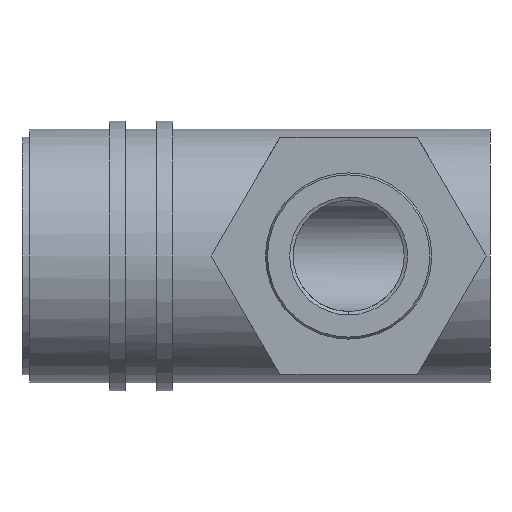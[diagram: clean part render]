
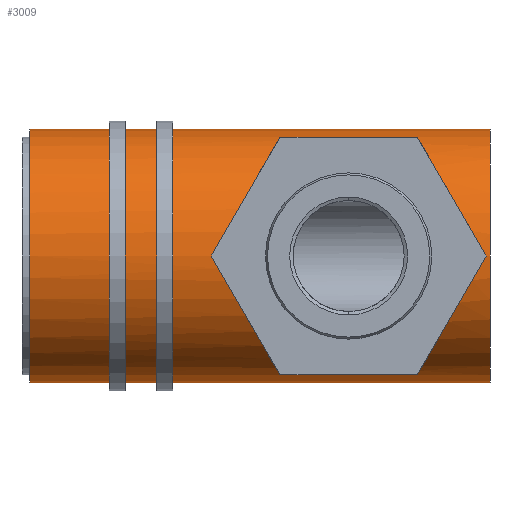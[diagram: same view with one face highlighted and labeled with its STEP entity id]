
A CAD part, front view. The second image highlights one B-rep face of the part: STEP entity #3009.
In plain terms, the highlighted cylindrical face has radius 16 mm (diameter 32 mm), a partial arc.
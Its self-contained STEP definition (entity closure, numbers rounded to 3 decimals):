
#11 = LINE ( 'NONE', #5438, #377 ) ;
#106 = CYLINDRICAL_SURFACE ( 'NONE', #1493, 16. ) ;
#119 = CARTESIAN_POINT ( 'NONE',  ( 49.84, -5.568, 15. ) ) ;
#157 = CARTESIAN_POINT ( 'NONE',  ( 0., -5.568, -15. ) ) ;
#346 = DIRECTION ( 'NONE',  ( -1., 0., 0. ) ) ;
#377 = VECTOR ( 'NONE', #3437, 1000. ) ;
#420 = CARTESIAN_POINT ( 'NONE',  ( 49.84, -5.568, 15. ) ) ;
#423 = EDGE_CURVE ( 'NONE', #1381, #3939, #5071, .T. ) ;
#761 = DIRECTION ( 'NONE',  ( -1., 0., 0. ) ) ;
#775 = EDGE_CURVE ( 'NONE', #1867, #4302, #4205, .T. ) ;
#1099 = LINE ( 'NONE', #6961, #1482 ) ;
#1381 = VERTEX_POINT ( 'NONE', #3779 ) ;
#1482 = VECTOR ( 'NONE', #6886, 1000. ) ;
#1493 = AXIS2_PLACEMENT_3D ( 'NONE', #2747, #3532, #5353 ) ;
#1536 = EDGE_CURVE ( 'NONE', #5703, #5514, #1099, .T. ) ;
#1746 = CARTESIAN_POINT ( 'NONE',  ( 54.507, -16., -6.916 ) ) ;
#1867 = VERTEX_POINT ( 'NONE', #420 ) ;
#1873 = CARTESIAN_POINT ( 'NONE',  ( 1., 0., 0. ) ) ;
#1941 = ORIENTED_EDGE ( 'NONE', *, *, #423, .T. ) ;
#2045 = CIRCLE ( 'NONE', #2187, 16. ) ;
#2067 = CARTESIAN_POINT ( 'NONE',  ( 23.859, -16., 0. ) ) ;
#2112 = CARTESIAN_POINT ( 'NONE',  ( 54.507, -16., 6.916 ) ) ;
#2187 = AXIS2_PLACEMENT_3D ( 'NONE', #1873, #5916, #2565 ) ;
#2489 = CARTESIAN_POINT ( 'NONE',  ( 58.5, -16., 0. ) ) ;
#2565 = DIRECTION ( 'NONE',  ( 0., 0., 1. ) ) ;
#2590 = CARTESIAN_POINT ( 'NONE',  ( 27.852, -16., 6.916 ) ) ;
#2663 = CARTESIAN_POINT ( 'NONE',  ( 27.852, -16., -6.916 ) ) ;
#2693 = EDGE_LOOP ( 'NONE', ( #3795, #7780, #4696, #7580 ) ) ;
#2734 = CIRCLE ( 'NONE', #7573, 16. ) ;
#2747 = CARTESIAN_POINT ( 'NONE',  ( 0., 0., 0. ) ) ;
#2766 = VERTEX_POINT ( 'NONE', #3766 ) ;
#2798 = CARTESIAN_POINT ( 'NONE',  ( 32.519, -5.568, -15. ) ) ;
#2879 = EDGE_CURVE ( 'NONE', #5263, #5514, #2045, .T. ) ;
#3009 = ADVANCED_FACE ( 'NONE', ( #4662, #5448 ), #106, .T. ) ;
#3186 = VERTEX_POINT ( 'NONE', #6374 ) ;
#3203 = EDGE_CURVE ( 'NONE', #2766, #5703, #2734, .T. ) ;
#3437 = DIRECTION ( 'NONE',  ( 1., 0., 0. ) ) ;
#3532 = DIRECTION ( 'NONE',  ( -1., 0., 0. ) ) ;
#3554 = EDGE_CURVE ( 'NONE', #3939, #1867, #11, .T. ) ;
#3766 = CARTESIAN_POINT ( 'NONE',  ( 59., 0., -16. ) ) ;
#3779 = CARTESIAN_POINT ( 'NONE',  ( 23.859, -16., 0. ) ) ;
#3795 = ORIENTED_EDGE ( 'NONE', *, *, #5841, .F. ) ;
#3899 = CARTESIAN_POINT ( 'NONE',  ( 49.84, -5.568, -15. ) ) ;
#3939 = VERTEX_POINT ( 'NONE', #6233 ) ;
#3955 = ORIENTED_EDGE ( 'NONE', *, *, #5417, .T. ) ;
#4105 = CARTESIAN_POINT ( 'NONE',  ( 1., 0., 16. ) ) ;
#4205 =( BOUNDED_CURVE ( )  B_SPLINE_CURVE ( 3, ( #119, #8211, #2112, #4762 ),
 .UNSPECIFIED., .F., .F. ) 
 B_SPLINE_CURVE_WITH_KNOTS ( ( 4, 4 ),
 ( 0.355, 1.571 ),
 .UNSPECIFIED. ) 
 CURVE ( )  GEOMETRIC_REPRESENTATION_ITEM ( )  RATIONAL_B_SPLINE_CURVE ( ( 1., 0.881, 0.881, 1. ) ) 
 REPRESENTATION_ITEM ( '' )  );
#4250 =( BOUNDED_CURVE ( )  B_SPLINE_CURVE ( 3, ( #2798, #5453, #2663, #2067 ),
 .UNSPECIFIED., .F., .F. ) 
 B_SPLINE_CURVE_WITH_KNOTS ( ( 4, 4 ),
 ( 3.497, 4.712 ),
 .UNSPECIFIED. ) 
 CURVE ( )  GEOMETRIC_REPRESENTATION_ITEM ( )  RATIONAL_B_SPLINE_CURVE ( ( 1., 0.881, 0.881, 1. ) ) 
 REPRESENTATION_ITEM ( '' )  );
#4302 = VERTEX_POINT ( 'NONE', #5262 ) ;
#4341 = CARTESIAN_POINT ( 'NONE',  ( 59., 0., 0. ) ) ;
#4483 = CARTESIAN_POINT ( 'NONE',  ( 1., 0., -16. ) ) ;
#4514 = ORIENTED_EDGE ( 'NONE', *, *, #3554, .T. ) ;
#4662 = FACE_OUTER_BOUND ( 'NONE', #2693, .T. ) ;
#4696 = ORIENTED_EDGE ( 'NONE', *, *, #1536, .T. ) ;
#4762 = CARTESIAN_POINT ( 'NONE',  ( 58.5, -16., 0. ) ) ;
#5060 = CARTESIAN_POINT ( 'NONE',  ( 23.859, -16., 0. ) ) ;
#5071 =( BOUNDED_CURVE ( )  B_SPLINE_CURVE ( 3, ( #5060, #2590, #7138, #5247 ),
 .UNSPECIFIED., .F., .F. ) 
 B_SPLINE_CURVE_WITH_KNOTS ( ( 4, 4 ),
 ( 1.571, 2.786 ),
 .UNSPECIFIED. ) 
 CURVE ( )  GEOMETRIC_REPRESENTATION_ITEM ( )  RATIONAL_B_SPLINE_CURVE ( ( 1., 0.881, 0.881, 1. ) ) 
 REPRESENTATION_ITEM ( '' )  );
#5093 = CARTESIAN_POINT ( 'NONE',  ( 51.229, -12.051, -12.593 ) ) ;
#5106 = VERTEX_POINT ( 'NONE', #3899 ) ;
#5230 = CARTESIAN_POINT ( 'NONE',  ( 49.84, -5.568, -15. ) ) ;
#5247 = CARTESIAN_POINT ( 'NONE',  ( 32.519, -5.568, 15. ) ) ;
#5262 = CARTESIAN_POINT ( 'NONE',  ( 58.5, -16., 0. ) ) ;
#5263 = VERTEX_POINT ( 'NONE', #4483 ) ;
#5318 = CARTESIAN_POINT ( 'NONE',  ( 59., 0., 16. ) ) ;
#5353 = DIRECTION ( 'NONE',  ( 0., 0., 1. ) ) ;
#5417 = EDGE_CURVE ( 'NONE', #5106, #3186, #6706, .T. ) ;
#5438 = CARTESIAN_POINT ( 'NONE',  ( 0., -5.568, 15. ) ) ;
#5448 = FACE_BOUND ( 'NONE', #5525, .T. ) ;
#5453 = CARTESIAN_POINT ( 'NONE',  ( 31.13, -12.051, -12.593 ) ) ;
#5514 = VERTEX_POINT ( 'NONE', #4105 ) ;
#5521 = EDGE_CURVE ( 'NONE', #3186, #1381, #4250, .T. ) ;
#5525 = EDGE_LOOP ( 'NONE', ( #4514, #7538, #6037, #3955, #7563, #1941 ) ) ;
#5703 = VERTEX_POINT ( 'NONE', #5318 ) ;
#5841 = EDGE_CURVE ( 'NONE', #2766, #5263, #8362, .T. ) ;
#5916 = DIRECTION ( 'NONE',  ( -1., 0., 0. ) ) ;
#6037 = ORIENTED_EDGE ( 'NONE', *, *, #6382, .T. ) ;
#6233 = CARTESIAN_POINT ( 'NONE',  ( 32.519, -5.568, 15. ) ) ;
#6264 = CARTESIAN_POINT ( 'NONE',  ( 0., 0., -16. ) ) ;
#6374 = CARTESIAN_POINT ( 'NONE',  ( 32.519, -5.568, -15. ) ) ;
#6382 = EDGE_CURVE ( 'NONE', #4302, #5106, #8070, .T. ) ;
#6478 = VECTOR ( 'NONE', #761, 1000. ) ;
#6706 = LINE ( 'NONE', #157, #6478 ) ;
#6886 = DIRECTION ( 'NONE',  ( -1., 0., 0. ) ) ;
#6961 = CARTESIAN_POINT ( 'NONE',  ( 0., 0., 16. ) ) ;
#7138 = CARTESIAN_POINT ( 'NONE',  ( 31.13, -12.051, 12.593 ) ) ;
#7538 = ORIENTED_EDGE ( 'NONE', *, *, #775, .T. ) ;
#7563 = ORIENTED_EDGE ( 'NONE', *, *, #5521, .T. ) ;
#7573 = AXIS2_PLACEMENT_3D ( 'NONE', #4341, #346, #8203 ) ;
#7580 = ORIENTED_EDGE ( 'NONE', *, *, #2879, .F. ) ;
#7714 = DIRECTION ( 'NONE',  ( -1., 0., 0. ) ) ;
#7780 = ORIENTED_EDGE ( 'NONE', *, *, #3203, .T. ) ;
#8070 =( BOUNDED_CURVE ( )  B_SPLINE_CURVE ( 3, ( #2489, #1746, #5093, #5230 ),
 .UNSPECIFIED., .F., .F. ) 
 B_SPLINE_CURVE_WITH_KNOTS ( ( 4, 4 ),
 ( 4.712, 5.928 ),
 .UNSPECIFIED. ) 
 CURVE ( )  GEOMETRIC_REPRESENTATION_ITEM ( )  RATIONAL_B_SPLINE_CURVE ( ( 1., 0.881, 0.881, 1. ) ) 
 REPRESENTATION_ITEM ( '' )  );
#8203 = DIRECTION ( 'NONE',  ( 0., 0., 1. ) ) ;
#8211 = CARTESIAN_POINT ( 'NONE',  ( 51.229, -12.051, 12.593 ) ) ;
#8362 = LINE ( 'NONE', #6264, #8557 ) ;
#8557 = VECTOR ( 'NONE', #7714, 1000. ) ;
